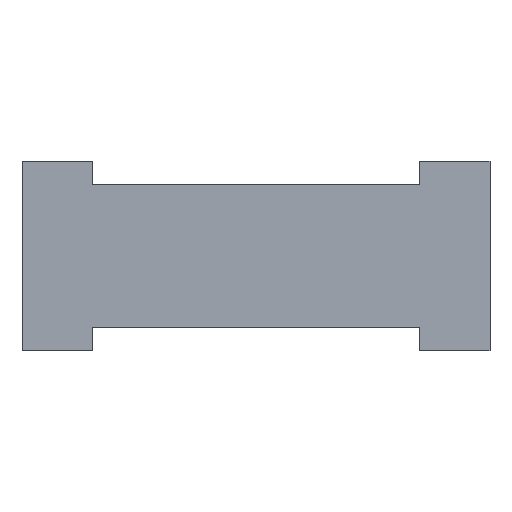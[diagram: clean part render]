
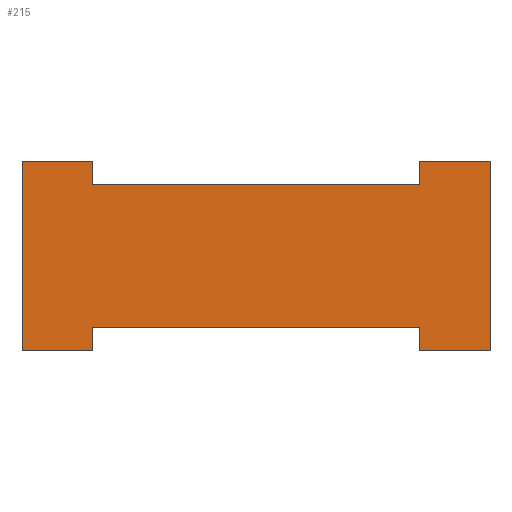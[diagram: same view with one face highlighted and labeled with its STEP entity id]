
A CAD part, top view. The second image highlights one B-rep face of the part: STEP entity #215.
In plain terms, the highlighted planar face has unit normal (0, 0, 1).
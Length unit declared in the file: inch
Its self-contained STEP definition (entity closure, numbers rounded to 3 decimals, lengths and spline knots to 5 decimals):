
#2 = DIRECTION ( 'NONE',  ( -1., 0., 0. ) ) ;
#11 = ORIENTED_EDGE ( 'NONE', *, *, #268, .T. ) ;
#17 = DIRECTION ( 'NONE',  ( -1., 0., 0. ) ) ;
#35 = ORIENTED_EDGE ( 'NONE', *, *, #395, .T. ) ;
#40 = CARTESIAN_POINT ( 'NONE',  ( 0., 0., 0. ) ) ;
#44 = DIRECTION ( 'NONE',  ( 1., 0., 0. ) ) ;
#46 = VECTOR ( 'NONE', #425, 39.37008 ) ;
#47 = EDGE_CURVE ( 'NONE', #385, #233, #51, .T. ) ;
#51 = LINE ( 'NONE', #245, #349 ) ;
#52 = EDGE_CURVE ( 'NONE', #338, #197, #208, .T. ) ;
#60 = ORIENTED_EDGE ( 'NONE', *, *, #166, .T. ) ;
#61 = CARTESIAN_POINT ( 'NONE',  ( 2.5, 0.885, 0. ) ) ;
#64 = EDGE_CURVE ( 'NONE', #114, #327, #164, .T. ) ;
#65 = DIRECTION ( 'NONE',  ( 0., 1., 0. ) ) ;
#69 = VECTOR ( 'NONE', #167, 39.37008 ) ;
#83 = CARTESIAN_POINT ( 'NONE',  ( 0., -0.125, 0. ) ) ;
#91 = CARTESIAN_POINT ( 'NONE',  ( 2.5, -0.125, 0. ) ) ;
#100 = LINE ( 'NONE', #175, #69 ) ;
#108 = LINE ( 'NONE', #259, #285 ) ;
#114 = VERTEX_POINT ( 'NONE', #439 ) ;
#119 = CARTESIAN_POINT ( 'NONE',  ( 0., -0.125, 0. ) ) ;
#124 = EDGE_CURVE ( 'NONE', #195, #273, #206, .T. ) ;
#129 = VECTOR ( 'NONE', #203, 39.37008 ) ;
#139 = DIRECTION ( 'NONE',  ( 0., 0., 1. ) ) ;
#152 = VERTEX_POINT ( 'NONE', #173 ) ;
#157 = CARTESIAN_POINT ( 'NONE',  ( 0.375, 0., 0. ) ) ;
#162 = VECTOR ( 'NONE', #298, 39.37008 ) ;
#163 = ORIENTED_EDGE ( 'NONE', *, *, #52, .T. ) ;
#164 = LINE ( 'NONE', #315, #198 ) ;
#166 = EDGE_CURVE ( 'NONE', #267, #385, #323, .T. ) ;
#167 = DIRECTION ( 'NONE',  ( 0., 1., 0. ) ) ;
#173 = CARTESIAN_POINT ( 'NONE',  ( 0.375, 0.76, 0. ) ) ;
#175 = CARTESIAN_POINT ( 'NONE',  ( 0.375, 0., 0. ) ) ;
#189 = ORIENTED_EDGE ( 'NONE', *, *, #124, .T. ) ;
#190 = DIRECTION ( 'NONE',  ( 0., -1., 0. ) ) ;
#195 = VERTEX_POINT ( 'NONE', #213 ) ;
#197 = VERTEX_POINT ( 'NONE', #218 ) ;
#198 = VECTOR ( 'NONE', #391, 39.37008 ) ;
#199 = VECTOR ( 'NONE', #190, 39.37008 ) ;
#203 = DIRECTION ( 'NONE',  ( 1., 0., 0. ) ) ;
#206 = LINE ( 'NONE', #91, #436 ) ;
#208 = LINE ( 'NONE', #157, #129 ) ;
#209 = CARTESIAN_POINT ( 'NONE',  ( 0., 0., 0. ) ) ;
#213 = CARTESIAN_POINT ( 'NONE',  ( 2.1247, -0.125, 0. ) ) ;
#215 = ADVANCED_FACE ( 'NONE', ( #286 ), #364, .T. ) ;
#218 = CARTESIAN_POINT ( 'NONE',  ( 2.1247, 0., 0. ) ) ;
#222 = CARTESIAN_POINT ( 'NONE',  ( 2.5, -0.125, 0. ) ) ;
#223 = LINE ( 'NONE', #263, #162 ) ;
#231 = ORIENTED_EDGE ( 'NONE', *, *, #370, .T. ) ;
#233 = VERTEX_POINT ( 'NONE', #371 ) ;
#245 = CARTESIAN_POINT ( 'NONE',  ( 2.125, 0.76, 0. ) ) ;
#248 = DIRECTION ( 'NONE',  ( 0., -1., 0. ) ) ;
#259 = CARTESIAN_POINT ( 'NONE',  ( 0.375, 0.76, 0. ) ) ;
#263 = CARTESIAN_POINT ( 'NONE',  ( 2.1247, 0., 0. ) ) ;
#267 = VERTEX_POINT ( 'NONE', #61 ) ;
#268 = EDGE_CURVE ( 'NONE', #152, #114, #108, .T. ) ;
#270 = LINE ( 'NONE', #384, #46 ) ;
#273 = VERTEX_POINT ( 'NONE', #222 ) ;
#285 = VECTOR ( 'NONE', #65, 39.37008 ) ;
#286 = FACE_OUTER_BOUND ( 'NONE', #307, .T. ) ;
#298 = DIRECTION ( 'NONE',  ( 0., -1., 0. ) ) ;
#300 = ORIENTED_EDGE ( 'NONE', *, *, #489, .T. ) ;
#307 = EDGE_LOOP ( 'NONE', ( #458, #231, #300, #163, #35, #189, #411, #60, #341, #402, #11, #422 ) ) ;
#311 = CARTESIAN_POINT ( 'NONE',  ( 0., 0.885, 0. ) ) ;
#314 = LINE ( 'NONE', #40, #199 ) ;
#315 = CARTESIAN_POINT ( 'NONE',  ( 0., 0.885, 0. ) ) ;
#317 = EDGE_CURVE ( 'NONE', #273, #267, #270, .T. ) ;
#323 = LINE ( 'NONE', #486, #362 ) ;
#327 = VERTEX_POINT ( 'NONE', #311 ) ;
#330 = VERTEX_POINT ( 'NONE', #389 ) ;
#332 = EDGE_CURVE ( 'NONE', #327, #348, #314, .T. ) ;
#334 = VECTOR ( 'NONE', #44, 39.37008 ) ;
#338 = VERTEX_POINT ( 'NONE', #471 ) ;
#339 = EDGE_CURVE ( 'NONE', #233, #152, #344, .T. ) ;
#341 = ORIENTED_EDGE ( 'NONE', *, *, #47, .T. ) ;
#342 = LINE ( 'NONE', #83, #334 ) ;
#344 = LINE ( 'NONE', #386, #356 ) ;
#348 = VERTEX_POINT ( 'NONE', #119 ) ;
#349 = VECTOR ( 'NONE', #248, 39.37008 ) ;
#355 = DIRECTION ( 'NONE',  ( 1., 0., 0. ) ) ;
#356 = VECTOR ( 'NONE', #2, 39.37008 ) ;
#362 = VECTOR ( 'NONE', #17, 39.37008 ) ;
#364 = PLANE ( 'NONE',  #451 ) ;
#370 = EDGE_CURVE ( 'NONE', #348, #330, #342, .T. ) ;
#371 = CARTESIAN_POINT ( 'NONE',  ( 2.125, 0.76, 0. ) ) ;
#384 = CARTESIAN_POINT ( 'NONE',  ( 2.5, 0.76, 0. ) ) ;
#385 = VERTEX_POINT ( 'NONE', #454 ) ;
#386 = CARTESIAN_POINT ( 'NONE',  ( 0.375, 0.76, 0. ) ) ;
#389 = CARTESIAN_POINT ( 'NONE',  ( 0.375, -0.125, 0. ) ) ;
#391 = DIRECTION ( 'NONE',  ( -1., 0., 0. ) ) ;
#395 = EDGE_CURVE ( 'NONE', #197, #195, #223, .T. ) ;
#402 = ORIENTED_EDGE ( 'NONE', *, *, #339, .T. ) ;
#408 = DIRECTION ( 'NONE',  ( 1., 0., 0. ) ) ;
#411 = ORIENTED_EDGE ( 'NONE', *, *, #317, .T. ) ;
#422 = ORIENTED_EDGE ( 'NONE', *, *, #64, .T. ) ;
#425 = DIRECTION ( 'NONE',  ( 0., 1., 0. ) ) ;
#436 = VECTOR ( 'NONE', #355, 39.37008 ) ;
#439 = CARTESIAN_POINT ( 'NONE',  ( 0.375, 0.885, 0. ) ) ;
#451 = AXIS2_PLACEMENT_3D ( 'NONE', #209, #139, #408 ) ;
#454 = CARTESIAN_POINT ( 'NONE',  ( 2.125, 0.885, 0. ) ) ;
#458 = ORIENTED_EDGE ( 'NONE', *, *, #332, .T. ) ;
#471 = CARTESIAN_POINT ( 'NONE',  ( 0.375, 0., 0. ) ) ;
#486 = CARTESIAN_POINT ( 'NONE',  ( 2.5, 0.885, 0. ) ) ;
#489 = EDGE_CURVE ( 'NONE', #330, #338, #100, .T. ) ;
